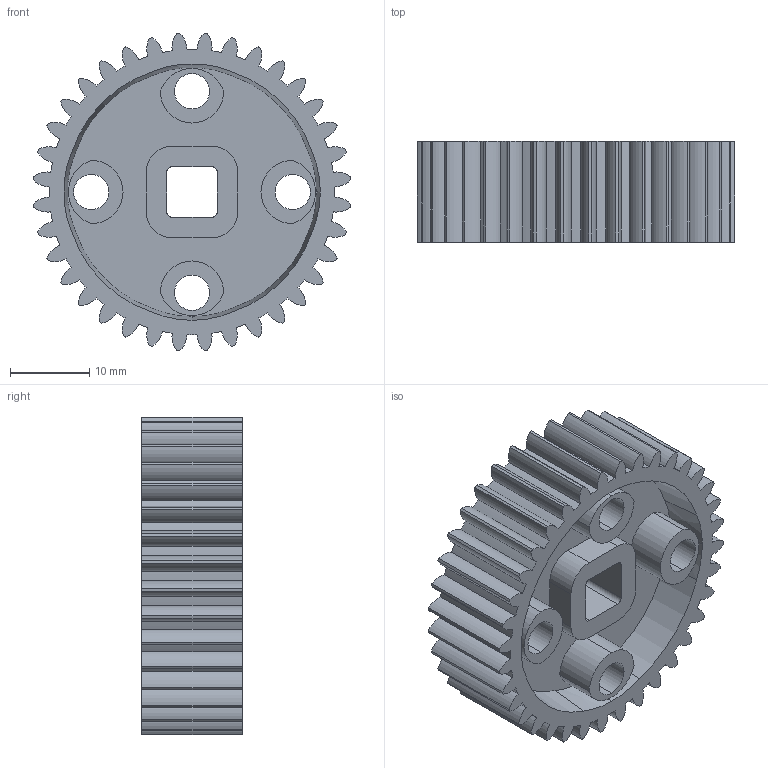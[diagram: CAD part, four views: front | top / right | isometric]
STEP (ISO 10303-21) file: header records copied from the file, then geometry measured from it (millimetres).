
FILE_DESCRIPTION (( 'STEP AP203' ), '1' );
FILE_NAME ('HS-GEAR-36TOOTH.STEP', '2009-01-30T20:39:11', ( 'Innovation First, Inc.' ), ( 'Innovation First, Inc.' ), 'SwSTEP 2.0', 'SolidWorks 2008', '' );
FILE_SCHEMA (( 'CONFIG_CONTROL_DESIGN' ));
Length unit declared in the file: inch
Products named in the file (1): HS-GEAR-36TOOTH
Bounding box: 40.08 x 12.7 x 40.08 mm (x, y, z)
Volume: 7587.8 mm3; surface area: 8099.3 mm2
Topology: 1 solids, 1 shells, 238 faces, 672 edges, 448 vertices
Faces by surface type: cylinder 193, plane 26, cone 19
Entity records: 8075 total; most frequent: DIRECTION 1558, CARTESIAN_POINT 1407, ORIENTED_EDGE 1344, EDGE_CURVE 672, AXIS2_PLACEMENT_3D 663, VERTEX_POINT 448, CIRCLE 424, EDGE_LOOP 260
